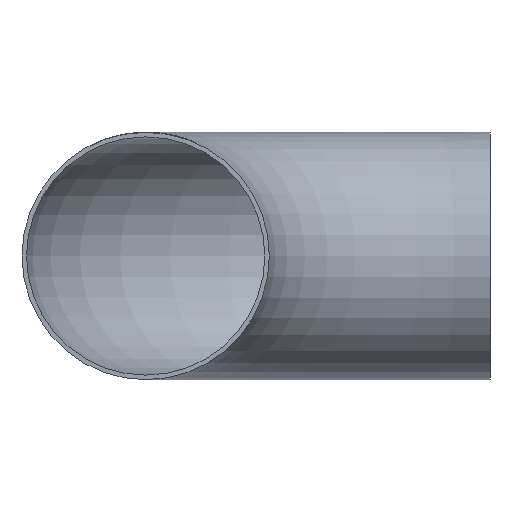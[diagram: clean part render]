
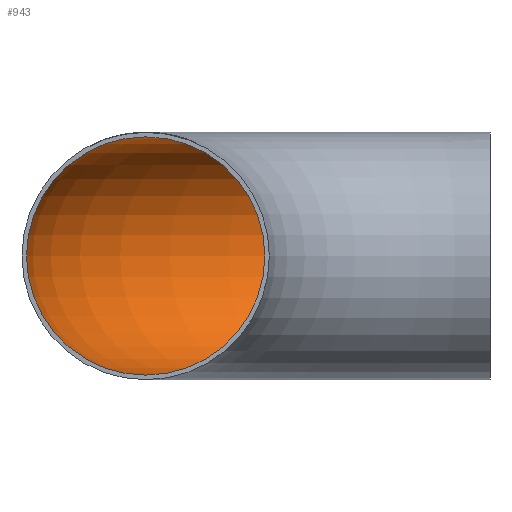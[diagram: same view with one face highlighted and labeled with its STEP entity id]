
A CAD part, front view. The second image highlights one B-rep face of the part: STEP entity #943.
In plain terms, the highlighted toroidal (fillet/blend) face has major radius 305 mm and minor radius 105.55 mm.
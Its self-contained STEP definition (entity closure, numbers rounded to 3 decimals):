
#321 = CARTESIAN_POINT ( 'NONE',  ( 0., 410.55, 0. ) ) ;
#524 = FACE_OUTER_BOUND ( 'NONE', #5881, .T. ) ;
#698 = VERTEX_POINT ( 'NONE', #321 ) ;
#943 = ADVANCED_FACE ( 'NONE', ( #5271, #524 ), #7272, .F. ) ;
#1075 = CARTESIAN_POINT ( 'NONE',  ( 0., 305., 0. ) ) ;
#1160 = EDGE_LOOP ( 'NONE', ( #6966 ) ) ;
#1213 = CARTESIAN_POINT ( 'NONE',  ( 0., 0., 0. ) ) ;
#1867 = EDGE_CURVE ( 'NONE', #7839, #7839, #4203, .T. ) ;
#2415 = CIRCLE ( 'NONE', #5976, 105.55 ) ;
#2482 = DIRECTION ( 'NONE',  ( 0., 0., 1. ) ) ;
#2545 = EDGE_CURVE ( 'NONE', #698, #698, #2415, .T. ) ;
#2933 = AXIS2_PLACEMENT_3D ( 'NONE', #4906, #4242, #2482 ) ;
#3401 = CARTESIAN_POINT ( 'NONE',  ( -305., 0., 105.55 ) ) ;
#3464 = DIRECTION ( 'NONE',  ( 0., 1., 0. ) ) ;
#3803 = ORIENTED_EDGE ( 'NONE', *, *, #1867, .F. ) ;
#4019 = DIRECTION ( 'NONE',  ( 1., 0., 0. ) ) ;
#4160 = DIRECTION ( 'NONE',  ( -1., 0., 0. ) ) ;
#4203 = CIRCLE ( 'NONE', #2933, 105.55 ) ;
#4242 = DIRECTION ( 'NONE',  ( 0., 1., 0. ) ) ;
#4906 = CARTESIAN_POINT ( 'NONE',  ( -305., 0., 0. ) ) ;
#4915 = AXIS2_PLACEMENT_3D ( 'NONE', #1213, #5353, #4160 ) ;
#5271 = FACE_OUTER_BOUND ( 'NONE', #1160, .T. ) ;
#5353 = DIRECTION ( 'NONE',  ( 0., 0., -1. ) ) ;
#5881 = EDGE_LOOP ( 'NONE', ( #3803 ) ) ;
#5976 = AXIS2_PLACEMENT_3D ( 'NONE', #1075, #4019, #3464 ) ;
#6966 = ORIENTED_EDGE ( 'NONE', *, *, #2545, .T. ) ;
#7272 = TOROIDAL_SURFACE ( 'NONE', #4915, 305., 105.55 ) ;
#7839 = VERTEX_POINT ( 'NONE', #3401 ) ;
